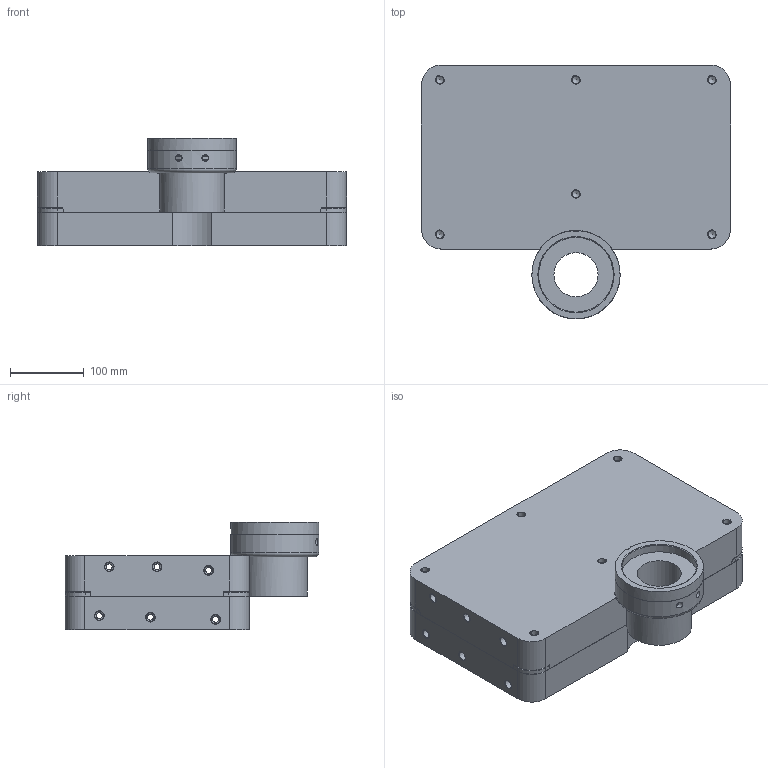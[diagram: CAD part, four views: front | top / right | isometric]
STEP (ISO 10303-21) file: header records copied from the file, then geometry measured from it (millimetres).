
FILE_DESCRIPTION(/* description */ (''),/* implementation_level */ '2;1');
FILE_NAME(/* name */ 'LF-面环-DL-ND60aA12FR1_P_21A-mould.stp',/* time_stamp */ '2019-01-14T14:00:55+08:00',/* author */ (''),/* organization */ (''),/* preprocessor_version */ 'ST-DEVELOPER v16',/* originating_system */ 'SIEMENS PLM Software NX 11.0',/* authorisation */ '');
FILE_SCHEMA (('AUTOMOTIVE_DESIGN { 1 0 10303 214 3 1 1 1 }'));
Length unit declared in the file: millimetre
Products named in the file (1): Admi3BC033049cja
Bounding box: 420 x 345 x 146.45 mm (x, y, z)
Volume: 10539286.7 mm3; surface area: 905771.9 mm2
Topology: 6 solids, 6 shells, 1338 faces, 3762 edges, 2386 vertices
Faces by surface type: plane 560, cylinder 333, cone 197, bspline 166, torus 44, sphere 38
Full cylindrical faces by diameter (mm): 2.6 x6, 6 x20, 6.8 x4, 7 x18, 8 x8, 9 x6, 10.2 x12, 12 x24, 14 x4, 60 x1, 83.415 x2, 88 x2, 92.661 x2, 101.6 x1, 120 x2, 125.012 x4
Entity records: 47090 total; most frequent: CARTESIAN_POINT 14594, ORIENTED_EDGE 6722, DIRECTION 6269, EDGE_CURVE 3361, AXIS2_PLACEMENT_3D 2463, VERTEX_POINT 2280, EDGE_LOOP 1749, LINE 1343
